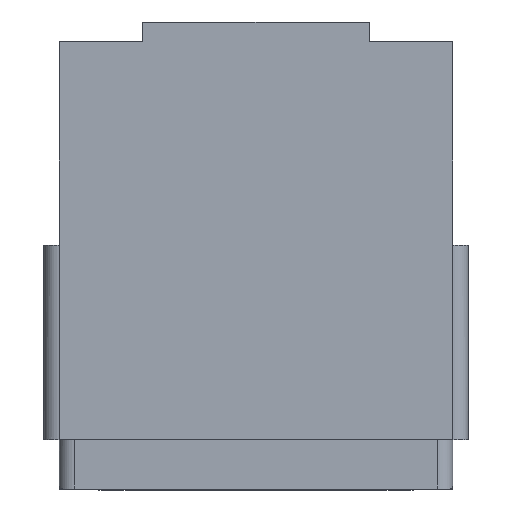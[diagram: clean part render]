
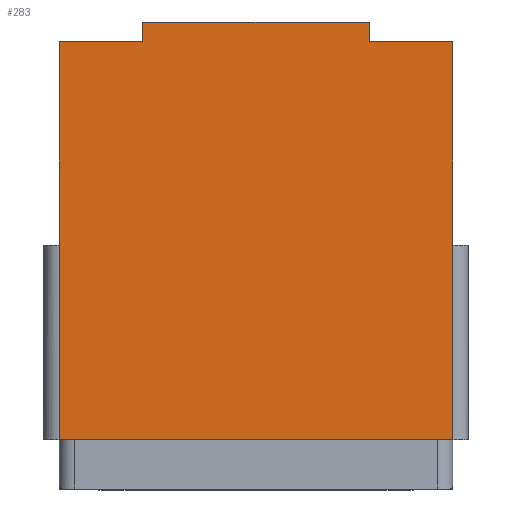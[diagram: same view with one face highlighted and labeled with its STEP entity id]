
A CAD part, front view. The second image highlights one B-rep face of the part: STEP entity #283.
In plain terms, the highlighted planar face has unit normal (0, -1, 0).
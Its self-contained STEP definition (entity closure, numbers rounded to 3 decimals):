
#283=ADVANCED_FACE('',(#725),#726,.T.);
#725=FACE_OUTER_BOUND('',#1856,.T.);
#726=PLANE('',#1857);
#1856=EDGE_LOOP('',(#3476,#3477,#3478,#3479,#3480,#3481,#3482,#3483,#3484,#3485));
#1857=AXIS2_PLACEMENT_3D('',#3486,#3487,#3488);
#3476=ORIENTED_EDGE('',*,*,#4229,.F.);
#3477=ORIENTED_EDGE('',*,*,#4230,.T.);
#3478=ORIENTED_EDGE('',*,*,#4231,.T.);
#3479=ORIENTED_EDGE('',*,*,#4232,.F.);
#3480=ORIENTED_EDGE('',*,*,#4233,.F.);
#3481=ORIENTED_EDGE('',*,*,#4234,.F.);
#3482=ORIENTED_EDGE('',*,*,#4235,.T.);
#3483=ORIENTED_EDGE('',*,*,#4236,.F.);
#3484=ORIENTED_EDGE('',*,*,#4222,.T.);
#3485=ORIENTED_EDGE('',*,*,#4228,.T.);
#3486=CARTESIAN_POINT('',(20.0,-24.5,47.5));
#3487=DIRECTION('',(0.0,-1.0,0.0));
#3488=DIRECTION('',(-0.0,0.0,1.0));
#4222=EDGE_CURVE('',#5091,#5092,#5093,.T.);
#4228=EDGE_CURVE('',#5092,#5101,#5103,.T.);
#4229=EDGE_CURVE('',#5104,#5101,#5105,.T.);
#4230=EDGE_CURVE('',#5104,#5106,#5107,.T.);
#4231=EDGE_CURVE('',#5106,#5108,#5109,.T.);
#4232=EDGE_CURVE('',#5110,#5108,#5111,.T.);
#4233=EDGE_CURVE('',#5112,#5110,#5113,.T.);
#4234=EDGE_CURVE('',#5114,#5112,#5115,.T.);
#4235=EDGE_CURVE('',#5114,#5116,#5117,.T.);
#4236=EDGE_CURVE('',#5091,#5116,#5118,.T.);
#5091=VERTEX_POINT('',#6530);
#5092=VERTEX_POINT('',#6531);
#5093=LINE('',#6532,#6533);
#5101=VERTEX_POINT('',#6545);
#5103=LINE('',#6548,#6549);
#5104=VERTEX_POINT('',#6550);
#5105=LINE('',#6551,#6552);
#5106=VERTEX_POINT('',#6553);
#5107=LINE('',#6554,#6555);
#5108=VERTEX_POINT('',#6556);
#5109=LINE('',#6557,#6558);
#5110=VERTEX_POINT('',#6559);
#5111=LINE('',#6560,#6561);
#5112=VERTEX_POINT('',#6562);
#5113=LINE('',#6563,#6564);
#5114=VERTEX_POINT('',#6565);
#5115=LINE('',#6566,#6567);
#5116=VERTEX_POINT('',#6568);
#5117=LINE('',#6569,#6570);
#5118=LINE('',#6571,#6572);
#6530=CARTESIAN_POINT('',(11.5,-24.5,47.5));
#6531=CARTESIAN_POINT('',(-11.5,-24.5,47.5));
#6532=CARTESIAN_POINT('',(11.5,-24.5,47.5));
#6533=VECTOR('',#7665,23.0);
#6545=CARTESIAN_POINT('',(-11.5,-24.5,45.5));
#6548=CARTESIAN_POINT('',(-11.5,-24.5,47.5));
#6549=VECTOR('',#7671,2.0);
#6550=CARTESIAN_POINT('',(-20.0,-24.5,45.5));
#6551=CARTESIAN_POINT('',(-20.0,-24.5,45.5));
#6552=VECTOR('',#7672,8.5);
#6553=CARTESIAN_POINT('',(-20.0,-24.5,24.794));
#6554=CARTESIAN_POINT('',(-20.0,-24.5,45.5));
#6555=VECTOR('',#7673,20.706);
#6556=CARTESIAN_POINT('',(-20.0,-24.5,5.0));
#6557=CARTESIAN_POINT('',(-20.0,-24.5,24.794));
#6558=VECTOR('',#7674,19.794);
#6559=CARTESIAN_POINT('',(20.0,-24.5,5.0));
#6560=CARTESIAN_POINT('',(20.0,-24.5,5.0));
#6561=VECTOR('',#7675,40.0);
#6562=CARTESIAN_POINT('',(20.0,-24.5,24.794));
#6563=CARTESIAN_POINT('',(20.0,-24.5,24.794));
#6564=VECTOR('',#7676,19.794);
#6565=CARTESIAN_POINT('',(20.0,-24.5,45.5));
#6566=CARTESIAN_POINT('',(20.0,-24.5,45.5));
#6567=VECTOR('',#7677,20.706);
#6568=CARTESIAN_POINT('',(11.5,-24.5,45.5));
#6569=CARTESIAN_POINT('',(20.0,-24.5,45.5));
#6570=VECTOR('',#7678,8.5);
#6571=CARTESIAN_POINT('',(11.5,-24.5,47.5));
#6572=VECTOR('',#7679,2.0);
#7665=DIRECTION('',(-1.0,0.0,0.0));
#7671=DIRECTION('',(0.0,0.0,-1.0));
#7672=DIRECTION('',(1.0,0.0,0.0));
#7673=DIRECTION('',(0.0,0.0,-1.0));
#7674=DIRECTION('',(0.0,0.0,-1.0));
#7675=DIRECTION('',(-1.0,0.0,0.0));
#7676=DIRECTION('',(0.0,0.0,-1.0));
#7677=DIRECTION('',(0.0,0.0,-1.0));
#7678=DIRECTION('',(-1.0,0.0,0.0));
#7679=DIRECTION('',(0.0,0.0,-1.0));
